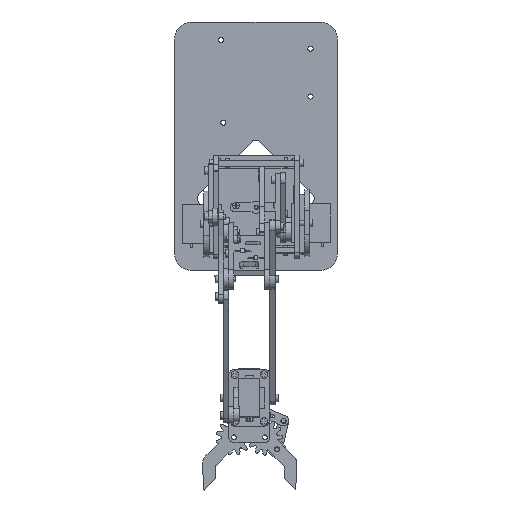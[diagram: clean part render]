
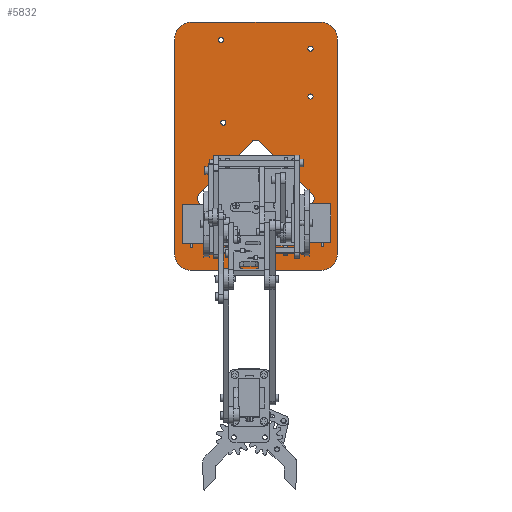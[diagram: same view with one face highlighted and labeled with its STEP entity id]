
A CAD part, top view. The second image highlights one B-rep face of the part: STEP entity #5832.
In plain terms, the highlighted face is planar.
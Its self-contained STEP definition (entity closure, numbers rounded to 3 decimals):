
#5832=ADVANCED_FACE('',(#7761,#7762,#7763,#7764,#7765,#7766,#7767,#7768,#7769,#7770),#7771,.F.);
#7761=FACE_BOUND('',#11818,.T.);
#7762=FACE_BOUND('',#11819,.T.);
#7763=FACE_BOUND('',#11820,.T.);
#7764=FACE_BOUND('',#11821,.T.);
#7765=FACE_BOUND('',#11822,.T.);
#7766=FACE_BOUND('',#11823,.T.);
#7767=FACE_BOUND('',#11824,.T.);
#7768=FACE_BOUND('',#11825,.T.);
#7769=FACE_BOUND('',#11826,.T.);
#7770=FACE_OUTER_BOUND('',#11827,.T.);
#7771=PLANE('',#11828);
#11818=EDGE_LOOP('',(#17001));
#11819=EDGE_LOOP('',(#17002));
#11820=EDGE_LOOP('',(#17003));
#11821=EDGE_LOOP('',(#17004));
#11822=EDGE_LOOP('',(#17005));
#11823=EDGE_LOOP('',(#17006));
#11824=EDGE_LOOP('',(#17007));
#11825=EDGE_LOOP('',(#17008));
#11826=EDGE_LOOP('',(#17009,#17010,#17011,#17012,#17013,#17014,#17015,#17016));
#11827=EDGE_LOOP('',(#17017,#17018,#17019,#17020,#17021,#17022,#17023,#17024));
#11828=AXIS2_PLACEMENT_3D('',#17025,#17026,#17027);
#17001=ORIENTED_EDGE('',*,*,#29858,.T.);
#17002=ORIENTED_EDGE('',*,*,#29859,.T.);
#17003=ORIENTED_EDGE('',*,*,#29860,.T.);
#17004=ORIENTED_EDGE('',*,*,#29861,.T.);
#17005=ORIENTED_EDGE('',*,*,#29862,.T.);
#17006=ORIENTED_EDGE('',*,*,#29863,.T.);
#17007=ORIENTED_EDGE('',*,*,#29864,.T.);
#17008=ORIENTED_EDGE('',*,*,#29865,.T.);
#17009=ORIENTED_EDGE('',*,*,#29866,.T.);
#17010=ORIENTED_EDGE('',*,*,#29867,.T.);
#17011=ORIENTED_EDGE('',*,*,#29868,.T.);
#17012=ORIENTED_EDGE('',*,*,#29869,.T.);
#17013=ORIENTED_EDGE('',*,*,#29870,.T.);
#17014=ORIENTED_EDGE('',*,*,#29871,.T.);
#17015=ORIENTED_EDGE('',*,*,#29872,.T.);
#17016=ORIENTED_EDGE('',*,*,#29873,.T.);
#17017=ORIENTED_EDGE('',*,*,#29853,.F.);
#17018=ORIENTED_EDGE('',*,*,#29838,.T.);
#17019=ORIENTED_EDGE('',*,*,#29856,.F.);
#17020=ORIENTED_EDGE('',*,*,#29850,.T.);
#17021=ORIENTED_EDGE('',*,*,#29874,.F.);
#17022=ORIENTED_EDGE('',*,*,#29846,.T.);
#17023=ORIENTED_EDGE('',*,*,#29855,.F.);
#17024=ORIENTED_EDGE('',*,*,#29842,.T.);
#17025=CARTESIAN_POINT('',(-26.479,0.0,0.0));
#17026=DIRECTION('',(0.0,0.0,1.0));
#17027=DIRECTION('',(1.0,0.0,0.0));
#29838=EDGE_CURVE('',#33910,#33908,#33911,.F.);
#29842=EDGE_CURVE('',#33918,#33916,#33919,.F.);
#29846=EDGE_CURVE('',#33926,#33924,#33927,.F.);
#29850=EDGE_CURVE('',#33934,#33932,#33935,.F.);
#29853=EDGE_CURVE('',#33910,#33916,#33938,.T.);
#29855=EDGE_CURVE('',#33918,#33924,#33940,.T.);
#29856=EDGE_CURVE('',#33934,#33908,#33941,.T.);
#29858=EDGE_CURVE('',#33943,#33943,#33944,.T.);
#29859=EDGE_CURVE('',#33945,#33945,#33946,.T.);
#29860=EDGE_CURVE('',#33947,#33947,#33948,.T.);
#29861=EDGE_CURVE('',#33949,#33949,#33950,.T.);
#29862=EDGE_CURVE('',#33951,#33951,#33952,.T.);
#29863=EDGE_CURVE('',#33953,#33953,#33954,.T.);
#29864=EDGE_CURVE('',#33955,#33955,#33956,.T.);
#29865=EDGE_CURVE('',#33957,#33957,#33958,.T.);
#29866=EDGE_CURVE('',#33959,#33960,#33961,.T.);
#29867=EDGE_CURVE('',#33960,#33962,#33963,.T.);
#29868=EDGE_CURVE('',#33962,#33964,#33965,.T.);
#29869=EDGE_CURVE('',#33964,#33966,#33967,.T.);
#29870=EDGE_CURVE('',#33966,#33968,#33969,.T.);
#29871=EDGE_CURVE('',#33968,#33970,#33971,.T.);
#29872=EDGE_CURVE('',#33970,#33972,#33973,.T.);
#29873=EDGE_CURVE('',#33972,#33959,#33974,.T.);
#29874=EDGE_CURVE('',#33926,#33932,#33975,.T.);
#33908=VERTEX_POINT('',#40774);
#33910=VERTEX_POINT('',#40777);
#33911=CIRCLE('',#40778,10.0);
#33916=VERTEX_POINT('',#40784);
#33918=VERTEX_POINT('',#40787);
#33919=CIRCLE('',#40788,10.0);
#33924=VERTEX_POINT('',#40794);
#33926=VERTEX_POINT('',#40797);
#33927=CIRCLE('',#40798,10.0);
#33932=VERTEX_POINT('',#40804);
#33934=VERTEX_POINT('',#40807);
#33935=CIRCLE('',#40808,10.0);
#33938=LINE('',#40813,#40814);
#33940=LINE('',#40817,#40818);
#33941=LINE('',#40819,#40820);
#33943=VERTEX_POINT('',#40823);
#33944=CIRCLE('',#40824,1.5);
#33945=VERTEX_POINT('',#40825);
#33946=CIRCLE('',#40826,1.5);
#33947=VERTEX_POINT('',#40827);
#33948=CIRCLE('',#40828,1.5);
#33949=VERTEX_POINT('',#40829);
#33950=CIRCLE('',#40830,1.5);
#33951=VERTEX_POINT('',#40831);
#33952=CIRCLE('',#40832,1.5);
#33953=VERTEX_POINT('',#40833);
#33954=CIRCLE('',#40834,1.5);
#33955=VERTEX_POINT('',#40835);
#33956=CIRCLE('',#40836,1.5);
#33957=VERTEX_POINT('',#40837);
#33958=CIRCLE('',#40838,1.5);
#33959=VERTEX_POINT('',#40839);
#33960=VERTEX_POINT('',#40840);
#33961=LINE('',#40841,#40842);
#33962=VERTEX_POINT('',#40843);
#33963=CIRCLE('',#40844,3.0);
#33964=VERTEX_POINT('',#40845);
#33965=LINE('',#40846,#40847);
#33966=VERTEX_POINT('',#40848);
#33967=CIRCLE('',#40849,3.0);
#33968=VERTEX_POINT('',#40850);
#33969=LINE('',#40851,#40852);
#33970=VERTEX_POINT('',#40853);
#33971=CIRCLE('',#40854,3.0);
#33972=VERTEX_POINT('',#40855);
#33973=LINE('',#40856,#40857);
#33974=CIRCLE('',#40858,3.0);
#33975=LINE('',#40859,#40860);
#40774=CARTESIAN_POINT('',(-26.479,10.0,0.0));
#40777=CARTESIAN_POINT('',(-16.479,0.0,0.0));
#40778=AXIS2_PLACEMENT_3D('',#52107,#52108,#52109);
#40784=CARTESIAN_POINT('',(108.521,0.0,0.0));
#40787=CARTESIAN_POINT('',(118.521,10.0,0.0));
#40788=AXIS2_PLACEMENT_3D('',#52115,#52116,#52117);
#40794=CARTESIAN_POINT('',(118.521,84.999,0.0));
#40797=CARTESIAN_POINT('',(108.521,94.999,0.0));
#40798=AXIS2_PLACEMENT_3D('',#52123,#52124,#52125);
#40804=CARTESIAN_POINT('',(-16.479,94.999,0.0));
#40807=CARTESIAN_POINT('',(-26.479,84.999,0.0));
#40808=AXIS2_PLACEMENT_3D('',#52131,#52132,#52133);
#40813=CARTESIAN_POINT('',(-26.479,0.0,0.0));
#40814=VECTOR('',#52136,1.0);
#40817=CARTESIAN_POINT('',(118.521,0.0,0.0));
#40818=VECTOR('',#52138,1.0);
#40819=CARTESIAN_POINT('',(-26.479,94.999,0.0));
#40820=VECTOR('',#52139,1.0);
#40823=CARTESIAN_POINT('',(-14.479,67.815,0.0));
#40824=AXIS2_PLACEMENT_3D('',#52141,#52142,#52143);
#40825=CARTESIAN_POINT('',(33.72,66.515,0.0));
#40826=AXIS2_PLACEMENT_3D('',#52144,#52145,#52146);
#40827=CARTESIAN_POINT('',(-9.379,15.715,0.0));
#40828=AXIS2_PLACEMENT_3D('',#52147,#52148,#52149);
#40829=CARTESIAN_POINT('',(56.021,69.376,0.0));
#40830=AXIS2_PLACEMENT_3D('',#52150,#52151,#52152);
#40831=CARTESIAN_POINT('',(100.02,69.376,0.0));
#40832=AXIS2_PLACEMENT_3D('',#52153,#52154,#52155);
#40833=CARTESIAN_POINT('',(100.02,25.375,0.0));
#40834=AXIS2_PLACEMENT_3D('',#52156,#52157,#52158);
#40835=CARTESIAN_POINT('',(56.021,25.375,0.0));
#40836=AXIS2_PLACEMENT_3D('',#52159,#52160,#52161);
#40837=CARTESIAN_POINT('',(18.521,15.715,0.0));
#40838=AXIS2_PLACEMENT_3D('',#52162,#52163,#52164);
#40839=CARTESIAN_POINT('',(109.72,49.656,0.0));
#40840=CARTESIAN_POINT('',(78.626,80.787,0.0));
#40841=CARTESIAN_POINT('',(111.84,47.533,0.0));
#40842=VECTOR('',#52165,1.0);
#40843=CARTESIAN_POINT('',(74.383,80.789,0.0));
#40844=AXIS2_PLACEMENT_3D('',#52166,#52167,#52168);
#40845=CARTESIAN_POINT('',(43.252,49.695,0.0));
#40846=CARTESIAN_POINT('',(76.506,82.909,0.0));
#40847=VECTOR('',#52169,1.0);
#40848=CARTESIAN_POINT('',(43.249,45.452,0.0));
#40849=AXIS2_PLACEMENT_3D('',#52170,#52171,#52172);
#40850=CARTESIAN_POINT('',(74.343,14.321,0.0));
#40851=CARTESIAN_POINT('',(41.129,47.575,0.0));
#40852=VECTOR('',#52173,1.0);
#40853=CARTESIAN_POINT('',(78.586,14.319,0.0));
#40854=AXIS2_PLACEMENT_3D('',#52174,#52175,#52176);
#40855=CARTESIAN_POINT('',(109.717,45.413,0.0));
#40856=CARTESIAN_POINT('',(76.463,12.199,0.0));
#40857=VECTOR('',#52177,1.0);
#40858=AXIS2_PLACEMENT_3D('',#52178,#52179,#52180);
#40859=CARTESIAN_POINT('',(118.521,94.999,0.0));
#40860=VECTOR('',#52181,1.0);
#52107=CARTESIAN_POINT('',(-16.479,10.0,0.0));
#52108=DIRECTION('',(0.0,0.0,1.0));
#52109=DIRECTION('',(1.0,0.0,0.0));
#52115=CARTESIAN_POINT('',(108.521,10.0,0.0));
#52116=DIRECTION('',(0.0,0.0,1.0));
#52117=DIRECTION('',(1.0,0.0,0.0));
#52123=CARTESIAN_POINT('',(108.521,84.999,0.0));
#52124=DIRECTION('',(0.0,0.0,1.0));
#52125=DIRECTION('',(1.0,0.0,0.0));
#52131=CARTESIAN_POINT('',(-16.479,84.999,0.0));
#52132=DIRECTION('',(0.0,0.0,1.0));
#52133=DIRECTION('',(1.0,0.0,0.0));
#52136=DIRECTION('',(1.0,0.0,0.0));
#52138=DIRECTION('',(0.0,1.0,0.0));
#52139=DIRECTION('',(0.0,-1.0,0.0));
#52141=CARTESIAN_POINT('',(-15.979,67.815,0.0));
#52142=DIRECTION('',(0.0,0.0,1.0));
#52143=DIRECTION('',(1.0,0.0,0.0));
#52144=CARTESIAN_POINT('',(32.22,66.515,0.0));
#52145=DIRECTION('',(0.0,0.0,1.0));
#52146=DIRECTION('',(1.0,0.0,0.0));
#52147=CARTESIAN_POINT('',(-10.879,15.715,0.0));
#52148=DIRECTION('',(0.0,0.0,1.0));
#52149=DIRECTION('',(1.0,0.0,0.0));
#52150=CARTESIAN_POINT('',(54.521,69.376,0.0));
#52151=DIRECTION('',(0.0,0.0,1.0));
#52152=DIRECTION('',(1.0,0.0,0.0));
#52153=CARTESIAN_POINT('',(98.52,69.376,0.0));
#52154=DIRECTION('',(0.0,0.0,1.0));
#52155=DIRECTION('',(1.0,0.0,0.0));
#52156=CARTESIAN_POINT('',(98.52,25.375,0.0));
#52157=DIRECTION('',(0.0,0.0,1.0));
#52158=DIRECTION('',(1.0,0.0,0.0));
#52159=CARTESIAN_POINT('',(54.521,25.375,0.0));
#52160=DIRECTION('',(0.0,0.0,1.0));
#52161=DIRECTION('',(1.0,0.0,0.0));
#52162=CARTESIAN_POINT('',(17.021,15.715,0.0));
#52163=DIRECTION('',(0.0,0.0,1.0));
#52164=DIRECTION('',(1.0,0.0,0.0));
#52165=DIRECTION('',(-0.707,0.708,0.0));
#52166=CARTESIAN_POINT('',(76.503,78.667,0.0));
#52167=DIRECTION('',(0.0,0.0,1.0));
#52168=DIRECTION('',(1.0,0.0,0.0));
#52169=DIRECTION('',(-0.708,-0.707,0.0));
#52170=CARTESIAN_POINT('',(45.372,47.572,0.0));
#52171=DIRECTION('',(0.0,0.0,1.0));
#52172=DIRECTION('',(1.0,0.0,0.0));
#52173=DIRECTION('',(0.707,-0.708,0.0));
#52174=CARTESIAN_POINT('',(76.466,16.441,0.0));
#52175=DIRECTION('',(0.0,0.0,1.0));
#52176=DIRECTION('',(1.0,0.0,0.0));
#52177=DIRECTION('',(0.708,0.707,0.0));
#52178=CARTESIAN_POINT('',(107.597,47.535,0.0));
#52179=DIRECTION('',(0.0,0.0,1.0));
#52180=DIRECTION('',(1.0,0.0,0.0));
#52181=DIRECTION('',(-1.0,0.0,0.0));
